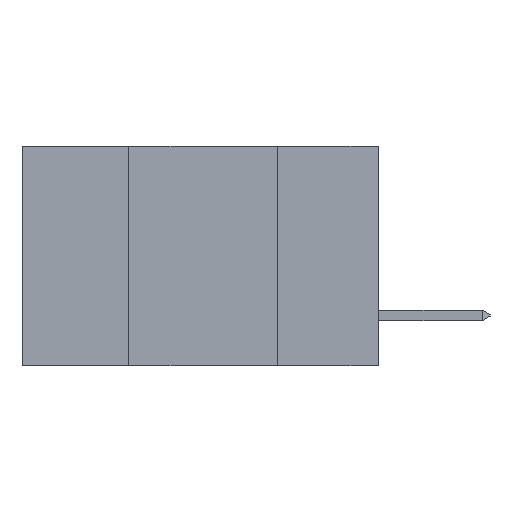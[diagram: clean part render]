
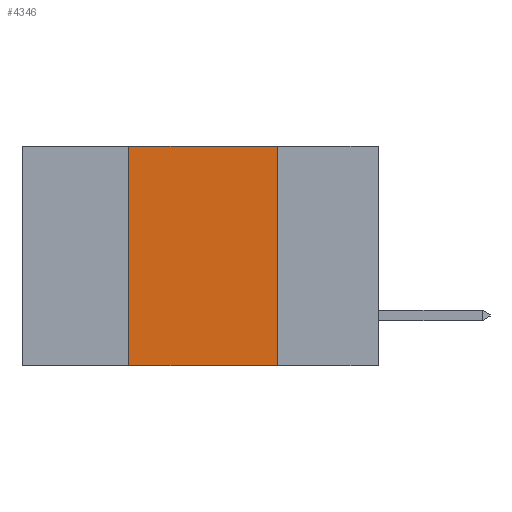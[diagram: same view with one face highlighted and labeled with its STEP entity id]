
A CAD part, left-side view. The second image highlights one B-rep face of the part: STEP entity #4346.
In plain terms, the highlighted planar face has unit normal (-1, 0, 0).
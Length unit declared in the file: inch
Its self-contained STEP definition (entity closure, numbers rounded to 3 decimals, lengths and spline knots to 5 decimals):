
#98 = DIRECTION ( 'NONE',  ( 0., -1., 0. ) ) ;
#448 = CARTESIAN_POINT ( 'NONE',  ( 0., 0.17, -0.37 ) ) ;
#747 = CARTESIAN_POINT ( 'NONE',  ( 0., 0.6, 0. ) ) ;
#1748 = ORIENTED_EDGE ( 'NONE', *, *, #16271, .F. ) ;
#2309 = EDGE_CURVE ( 'NONE', #21225, #11873, #10674, .T. ) ;
#2497 = EDGE_CURVE ( 'NONE', #7834, #10795, #16862, .T. ) ;
#4095 = CARTESIAN_POINT ( 'NONE',  ( 0., 0.42, -0.37 ) ) ;
#4346 = ADVANCED_FACE ( 'NONE', ( #6393 ), #8547, .F. ) ;
#5293 = LINE ( 'NONE', #24323, #9989 ) ;
#6334 = LINE ( 'NONE', #22406, #16309 ) ;
#6393 = FACE_OUTER_BOUND ( 'NONE', #21370, .T. ) ;
#6556 = DIRECTION ( 'NONE',  ( 0., 0., -1. ) ) ;
#6795 = DIRECTION ( 'NONE',  ( 0., -1., 0. ) ) ;
#7481 = CARTESIAN_POINT ( 'NONE',  ( 0., 0.6, -0.37 ) ) ;
#7834 = VERTEX_POINT ( 'NONE', #20711 ) ;
#8047 = DIRECTION ( 'NONE',  ( 1., 0., 0. ) ) ;
#8196 = DIRECTION ( 'NONE',  ( 0., 0., -1. ) ) ;
#8547 = PLANE ( 'NONE',  #15542 ) ;
#9136 = CARTESIAN_POINT ( 'NONE',  ( 0., 0.6, 0. ) ) ;
#9989 = VECTOR ( 'NONE', #6556, 39.37008 ) ;
#10674 = LINE ( 'NONE', #7481, #20550 ) ;
#10795 = VERTEX_POINT ( 'NONE', #22898 ) ;
#10869 = ORIENTED_EDGE ( 'NONE', *, *, #20700, .F. ) ;
#11873 = VERTEX_POINT ( 'NONE', #448 ) ;
#14094 = ORIENTED_EDGE ( 'NONE', *, *, #2309, .T. ) ;
#14603 = DIRECTION ( 'NONE',  ( 0., 0., 1. ) ) ;
#15542 = AXIS2_PLACEMENT_3D ( 'NONE', #9136, #8047, #8196 ) ;
#16271 = EDGE_CURVE ( 'NONE', #10795, #11873, #5293, .T. ) ;
#16309 = VECTOR ( 'NONE', #14603, 39.37008 ) ;
#16862 = LINE ( 'NONE', #747, #20842 ) ;
#20550 = VECTOR ( 'NONE', #6795, 39.37008 ) ;
#20700 = EDGE_CURVE ( 'NONE', #21225, #7834, #6334, .T. ) ;
#20711 = CARTESIAN_POINT ( 'NONE',  ( 0., 0.42, 0. ) ) ;
#20842 = VECTOR ( 'NONE', #98, 39.37008 ) ;
#21225 = VERTEX_POINT ( 'NONE', #4095 ) ;
#21370 = EDGE_LOOP ( 'NONE', ( #1748, #25273, #10869, #14094 ) ) ;
#22406 = CARTESIAN_POINT ( 'NONE',  ( 0., 0.42, -0.37 ) ) ;
#22898 = CARTESIAN_POINT ( 'NONE',  ( 0., 0.17, 0. ) ) ;
#24323 = CARTESIAN_POINT ( 'NONE',  ( 0., 0.17, -0.37 ) ) ;
#25273 = ORIENTED_EDGE ( 'NONE', *, *, #2497, .F. ) ;
